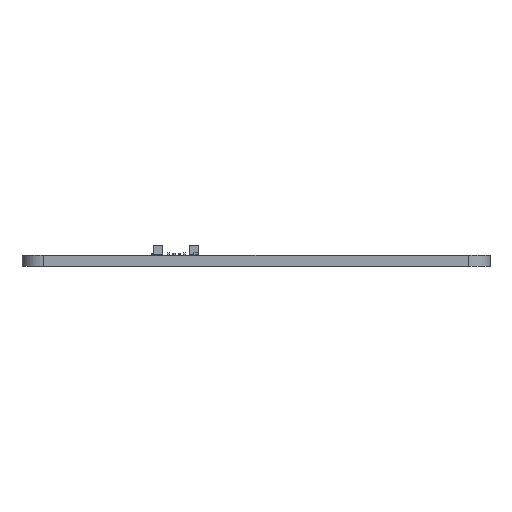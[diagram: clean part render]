
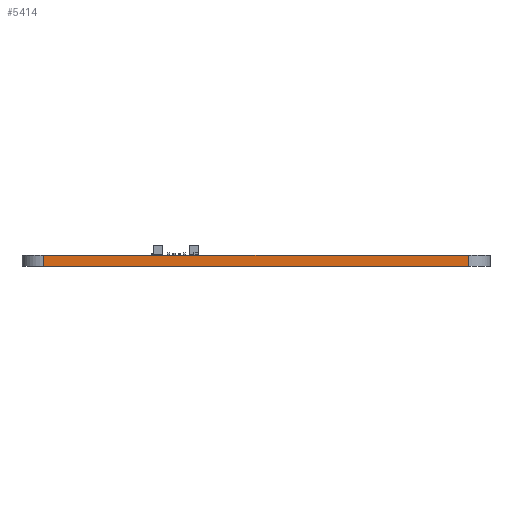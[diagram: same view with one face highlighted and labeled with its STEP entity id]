
A CAD part, left-side view. The second image highlights one B-rep face of the part: STEP entity #5414.
In plain terms, the highlighted planar face has unit normal (-1, 0, 0).
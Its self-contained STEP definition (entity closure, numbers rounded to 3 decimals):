
#3744 = VERTEX_POINT('',#3745);
#3745 = CARTESIAN_POINT('',(115.5,-134.547,0.));
#3752 = EDGE_CURVE('',#3744,#3753,#3755,.T.);
#3753 = VERTEX_POINT('',#3754);
#3754 = CARTESIAN_POINT('',(115.5,-75.425,0.));
#3755 = LINE('',#3756,#3757);
#3756 = CARTESIAN_POINT('',(115.5,-134.547,0.));
#3757 = VECTOR('',#3758,1.);
#3758 = DIRECTION('',(0.,1.,0.));
#4574 = VERTEX_POINT('',#4575);
#4575 = CARTESIAN_POINT('',(115.5,-134.547,1.555));
#4582 = EDGE_CURVE('',#4574,#4583,#4585,.T.);
#4583 = VERTEX_POINT('',#4584);
#4584 = CARTESIAN_POINT('',(115.5,-75.425,1.555));
#4585 = LINE('',#4586,#4587);
#4586 = CARTESIAN_POINT('',(115.5,-134.547,1.555));
#4587 = VECTOR('',#4588,1.);
#4588 = DIRECTION('',(0.,1.,0.));
#5384 = EDGE_CURVE('',#3753,#4583,#5385,.T.);
#5385 = LINE('',#5386,#5387);
#5386 = CARTESIAN_POINT('',(115.5,-75.425,0.));
#5387 = VECTOR('',#5388,1.);
#5388 = DIRECTION('',(0.,0.,1.));
#5414 = ADVANCED_FACE('',(#5415),#5426,.T.);
#5415 = FACE_BOUND('',#5416,.T.);
#5416 = EDGE_LOOP('',(#5417,#5423,#5424,#5425));
#5417 = ORIENTED_EDGE('',*,*,#5418,.T.);
#5418 = EDGE_CURVE('',#3744,#4574,#5419,.T.);
#5419 = LINE('',#5420,#5421);
#5420 = CARTESIAN_POINT('',(115.5,-134.547,0.));
#5421 = VECTOR('',#5422,1.);
#5422 = DIRECTION('',(0.,0.,1.));
#5423 = ORIENTED_EDGE('',*,*,#4582,.T.);
#5424 = ORIENTED_EDGE('',*,*,#5384,.F.);
#5425 = ORIENTED_EDGE('',*,*,#3752,.F.);
#5426 = PLANE('',#5427);
#5427 = AXIS2_PLACEMENT_3D('',#5428,#5429,#5430);
#5428 = CARTESIAN_POINT('',(115.5,-134.547,0.));
#5429 = DIRECTION('',(-1.,0.,0.));
#5430 = DIRECTION('',(0.,1.,0.));
